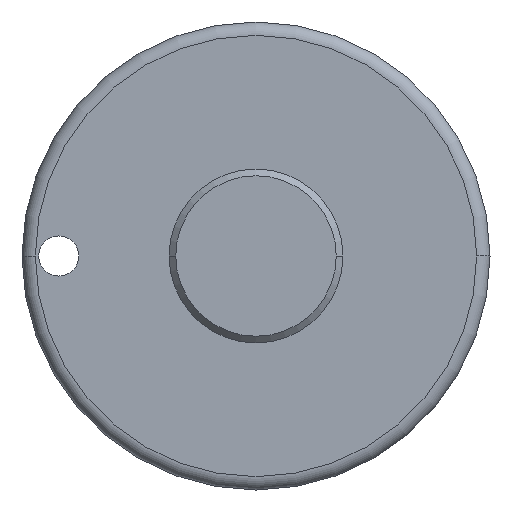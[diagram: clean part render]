
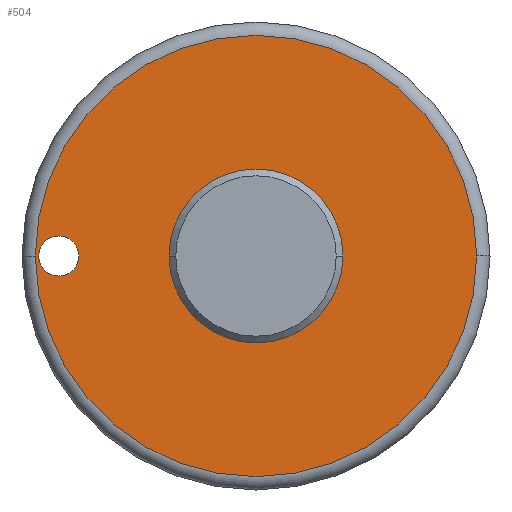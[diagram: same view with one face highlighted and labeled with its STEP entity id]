
A CAD part, left-side view. The second image highlights one B-rep face of the part: STEP entity #504.
In plain terms, the highlighted planar face has unit normal (-1, 0, 0).
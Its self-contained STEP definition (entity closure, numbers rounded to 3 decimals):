
#26 = CARTESIAN_POINT ( 'NONE',  ( -51.681, 18.221, 0. ) ) ;
#118 = CARTESIAN_POINT ( 'NONE',  ( -51.681, 15.471, 0. ) ) ;
#138 = CIRCLE ( 'NONE', #849, 16.5 ) ;
#147 = DIRECTION ( 'NONE',  ( 0., 1., 0. ) ) ;
#170 = CARTESIAN_POINT ( 'NONE',  ( -51.681, 0.721, 0. ) ) ;
#199 = DIRECTION ( 'NONE',  ( 1., 0., 0. ) ) ;
#203 = AXIS2_PLACEMENT_3D ( 'NONE', #558, #855, #428 ) ;
#248 = CARTESIAN_POINT ( 'NONE',  ( -51.681, 0.721, 0. ) ) ;
#273 = ORIENTED_EDGE ( 'NONE', *, *, #622, .T. ) ;
#290 = ORIENTED_EDGE ( 'NONE', *, *, #451, .F. ) ;
#292 = AXIS2_PLACEMENT_3D ( 'NONE', #118, #199, #807 ) ;
#314 = VERTEX_POINT ( 'NONE', #502 ) ;
#350 = ORIENTED_EDGE ( 'NONE', *, *, #598, .T. ) ;
#351 = VERTEX_POINT ( 'NONE', #696 ) ;
#371 = DIRECTION ( 'NONE',  ( -1., 0., 0. ) ) ;
#387 = DIRECTION ( 'NONE',  ( 1., 0., 0. ) ) ;
#410 = CARTESIAN_POINT ( 'NONE',  ( -51.681, -5.779, 0. ) ) ;
#423 = CARTESIAN_POINT ( 'NONE',  ( -51.681, 0.721, 0. ) ) ;
#425 = AXIS2_PLACEMENT_3D ( 'NONE', #423, #731, #434 ) ;
#428 = DIRECTION ( 'NONE',  ( 0., 1., 0. ) ) ;
#434 = DIRECTION ( 'NONE',  ( 0., -1., 0. ) ) ;
#451 = EDGE_CURVE ( 'NONE', #702, #689, #456, .T. ) ;
#456 = CIRCLE ( 'NONE', #780, 6.5 ) ;
#457 = FACE_BOUND ( 'NONE', #641, .T. ) ;
#461 = AXIS2_PLACEMENT_3D ( 'NONE', #26, #387, #860 ) ;
#465 = FACE_OUTER_BOUND ( 'NONE', #1072, .T. ) ;
#488 = CARTESIAN_POINT ( 'NONE',  ( -51.681, 17.221, 0. ) ) ;
#493 = CIRCLE ( 'NONE', #203, 16.5 ) ;
#502 = CARTESIAN_POINT ( 'NONE',  ( -51.681, 13.971, 0. ) ) ;
#503 = CIRCLE ( 'NONE', #425, 6.5 ) ;
#504 = ADVANCED_FACE ( 'NONE', ( #457, #465, #822 ), #740, .F. ) ;
#529 = DIRECTION ( 'NONE',  ( 0., -1., 0. ) ) ;
#558 = CARTESIAN_POINT ( 'NONE',  ( -51.681, 0.721, 0. ) ) ;
#583 = DIRECTION ( 'NONE',  ( 0., 1., 0. ) ) ;
#597 = DIRECTION ( 'NONE',  ( -1., 0., 0. ) ) ;
#598 = EDGE_CURVE ( 'NONE', #314, #351, #889, .T. ) ;
#599 = ORIENTED_EDGE ( 'NONE', *, *, #749, .T. ) ;
#622 = EDGE_CURVE ( 'NONE', #351, #314, #879, .T. ) ;
#641 = EDGE_LOOP ( 'NONE', ( #273, #350 ) ) ;
#689 = VERTEX_POINT ( 'NONE', #890 ) ;
#696 = CARTESIAN_POINT ( 'NONE',  ( -51.681, 16.971, 0. ) ) ;
#702 = VERTEX_POINT ( 'NONE', #410 ) ;
#703 = VERTEX_POINT ( 'NONE', #488 ) ;
#731 = DIRECTION ( 'NONE',  ( -1., 0., 0. ) ) ;
#740 = PLANE ( 'NONE',  #461 ) ;
#749 = EDGE_CURVE ( 'NONE', #990, #703, #493, .T. ) ;
#750 = CARTESIAN_POINT ( 'NONE',  ( -51.681, -15.779, 0. ) ) ;
#756 = AXIS2_PLACEMENT_3D ( 'NONE', #764, #772, #147 ) ;
#764 = CARTESIAN_POINT ( 'NONE',  ( -51.681, 15.471, 0. ) ) ;
#772 = DIRECTION ( 'NONE',  ( 1., 0., 0. ) ) ;
#780 = AXIS2_PLACEMENT_3D ( 'NONE', #170, #597, #529 ) ;
#791 = EDGE_CURVE ( 'NONE', #689, #702, #503, .T. ) ;
#807 = DIRECTION ( 'NONE',  ( 0., 1., 0. ) ) ;
#822 = FACE_BOUND ( 'NONE', #1022, .T. ) ;
#849 = AXIS2_PLACEMENT_3D ( 'NONE', #248, #371, #583 ) ;
#854 = EDGE_CURVE ( 'NONE', #703, #990, #138, .T. ) ;
#855 = DIRECTION ( 'NONE',  ( -1., 0., 0. ) ) ;
#860 = DIRECTION ( 'NONE',  ( 0., 1., 0. ) ) ;
#879 = CIRCLE ( 'NONE', #292, 1.5 ) ;
#889 = CIRCLE ( 'NONE', #756, 1.5 ) ;
#890 = CARTESIAN_POINT ( 'NONE',  ( -51.681, 7.221, 0. ) ) ;
#967 = ORIENTED_EDGE ( 'NONE', *, *, #854, .T. ) ;
#990 = VERTEX_POINT ( 'NONE', #750 ) ;
#1006 = ORIENTED_EDGE ( 'NONE', *, *, #791, .F. ) ;
#1022 = EDGE_LOOP ( 'NONE', ( #290, #1006 ) ) ;
#1072 = EDGE_LOOP ( 'NONE', ( #967, #599 ) ) ;
